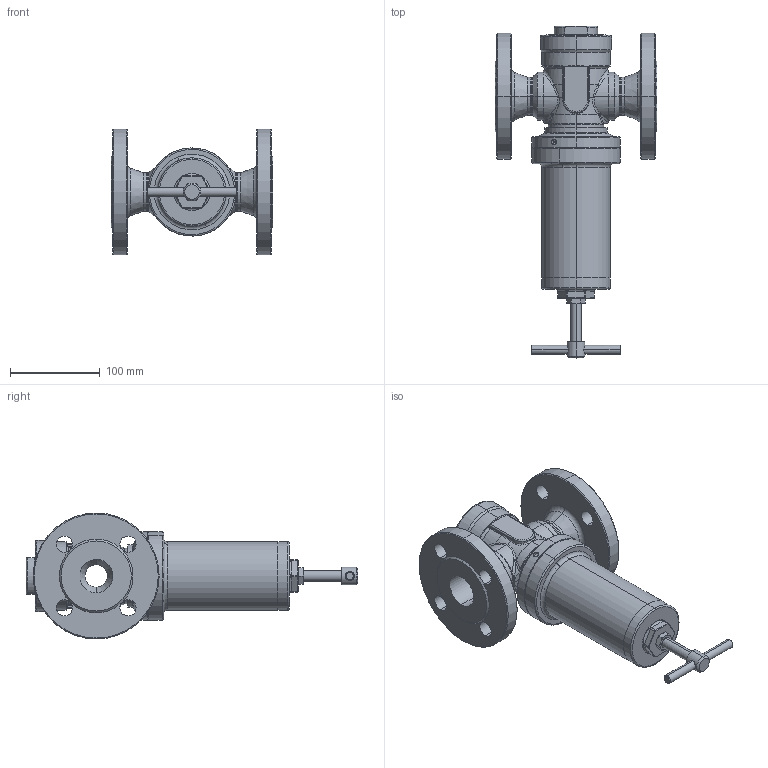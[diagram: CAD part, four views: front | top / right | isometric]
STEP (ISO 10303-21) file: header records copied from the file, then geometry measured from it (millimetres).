
FILE_DESCRIPTION (( 'STEP AP203' ), '1' );
FILE_NAME ('Typ_81-BG_II-D032-(84).STEP', '2021-04-13T08:00:14', ( '' ), ( '' ), 'SwSTEP 2.0', 'SolidWorks 2016', '' );
FILE_SCHEMA (( 'CONFIG_CONTROL_DESIGN' ));
Length unit declared in the file: millimetre
Products named in the file (1): Typ_81-BG_II-D032-(84)
Bounding box: 180 x 369 x 140 mm (x, y, z)
Volume: 946143.8 mm3; surface area: 291835.4 mm2
Topology: 10 solids, 10 shells, 511 faces, 1162 edges, 678 vertices
Faces by surface type: cylinder 181, cone 118, torus 81, plane 69, bspline 62
Entity records: 18107 total; most frequent: CARTESIAN_POINT 6855, DIRECTION 2415, ORIENTED_EDGE 2300, EDGE_CURVE 1150, AXIS2_PLACEMENT_3D 1051, VERTEX_POINT 678, CIRCLE 601, EDGE_LOOP 568
